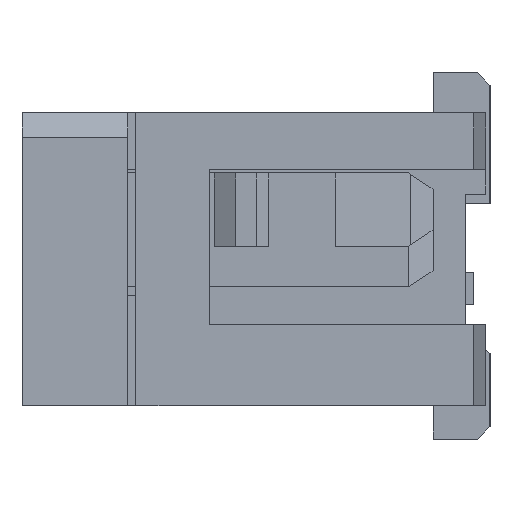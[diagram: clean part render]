
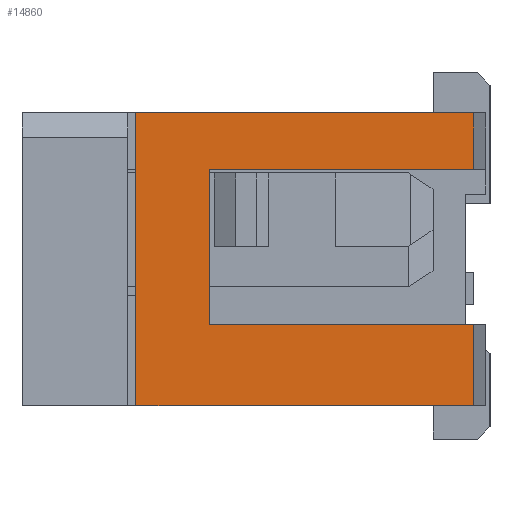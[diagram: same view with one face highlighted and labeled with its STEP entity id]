
A CAD part, left-side view. The second image highlights one B-rep face of the part: STEP entity #14860.
In plain terms, the highlighted planar face has unit normal (-1, 0, 0).
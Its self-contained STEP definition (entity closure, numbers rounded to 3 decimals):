
#1=DIRECTION('',(0.,0.,-1.));
#2=VECTOR('',#1,3.6);
#3=CARTESIAN_POINT('',(-7.425,4.3,1.8));
#4=LINE('',#3,#2);
#5=DIRECTION('',(0.,-1.,0.));
#6=VECTOR('',#5,4.15);
#7=CARTESIAN_POINT('',(-7.425,4.3,1.8));
#8=LINE('',#7,#6);
#9=DIRECTION('',(0.,0.,-1.));
#10=VECTOR('',#9,0.7);
#11=CARTESIAN_POINT('',(-7.425,0.15,1.8));
#12=LINE('',#11,#10);
#13=DIRECTION('',(0.,1.,0.));
#14=VECTOR('',#13,3.25);
#15=CARTESIAN_POINT('',(-7.425,0.15,1.1));
#16=LINE('',#15,#14);
#17=DIRECTION('',(0.,0.,-1.));
#18=VECTOR('',#17,1.9);
#19=CARTESIAN_POINT('',(-7.425,3.4,1.1));
#20=LINE('',#19,#18);
#21=DIRECTION('',(0.,0.,-1.));
#22=VECTOR('',#21,1.);
#23=CARTESIAN_POINT('',(-7.425,0.15,-0.8));
#24=LINE('',#23,#22);
#25=DIRECTION('',(0.,1.,0.));
#26=VECTOR('',#25,4.15);
#27=CARTESIAN_POINT('',(-7.425,0.15,-1.8));
#28=LINE('',#27,#26);
#6400=DIRECTION('',(0.,1.,0.));
#6401=VECTOR('',#6400,3.25);
#6402=CARTESIAN_POINT('',(-7.425,0.15,-0.8));
#6403=LINE('',#6402,#6401);
#11189=CARTESIAN_POINT('',(-7.425,4.3,1.8));
#11190=CARTESIAN_POINT('',(-7.425,4.3,-1.8));
#11191=VERTEX_POINT('',#11189);
#11192=VERTEX_POINT('',#11190);
#11201=CARTESIAN_POINT('',(-7.425,0.15,1.8));
#11202=VERTEX_POINT('',#11201);
#11217=CARTESIAN_POINT('',(-7.425,0.15,-1.8));
#11218=VERTEX_POINT('',#11217);
#11343=CARTESIAN_POINT('',(-7.425,0.15,1.1));
#11344=VERTEX_POINT('',#11343);
#11345=CARTESIAN_POINT('',(-7.425,0.15,-0.8));
#11346=VERTEX_POINT('',#11345);
#11499=CARTESIAN_POINT('',(-7.425,3.4,1.1));
#11500=CARTESIAN_POINT('',(-7.425,3.4,-0.8));
#11501=VERTEX_POINT('',#11499);
#11502=VERTEX_POINT('',#11500);
#14837=CARTESIAN_POINT('',(-7.425,0.,0.));
#14838=DIRECTION('',(1.,0.,0.));
#14839=DIRECTION('',(0.,-1.,0.));
#14840=AXIS2_PLACEMENT_3D('',#14837,#14838,#14839);
#14841=PLANE('',#14840);
#14843=ORIENTED_EDGE('',*,*,#14842,.F.);
#14845=ORIENTED_EDGE('',*,*,#14844,.T.);
#14847=ORIENTED_EDGE('',*,*,#14846,.T.);
#14849=ORIENTED_EDGE('',*,*,#14848,.T.);
#14851=ORIENTED_EDGE('',*,*,#14850,.T.);
#14853=ORIENTED_EDGE('',*,*,#14852,.F.);
#14855=ORIENTED_EDGE('',*,*,#14854,.T.);
#14857=ORIENTED_EDGE('',*,*,#14856,.T.);
#14858=EDGE_LOOP('',(#14843,#14845,#14847,#14849,#14851,#14853,#14855,#14857));
#14859=FACE_OUTER_BOUND('',#14858,.F.);
#14860=ADVANCED_FACE('',(#14859),#14841,.F.);
#14842=EDGE_CURVE('',#11191,#11192,#4,.T.);
#14844=EDGE_CURVE('',#11191,#11202,#8,.T.);
#14846=EDGE_CURVE('',#11202,#11344,#12,.T.);
#14848=EDGE_CURVE('',#11344,#11501,#16,.T.);
#14850=EDGE_CURVE('',#11501,#11502,#20,.T.);
#14852=EDGE_CURVE('',#11346,#11502,#6403,.T.);
#14854=EDGE_CURVE('',#11346,#11218,#24,.T.);
#14856=EDGE_CURVE('',#11218,#11192,#28,.T.);
